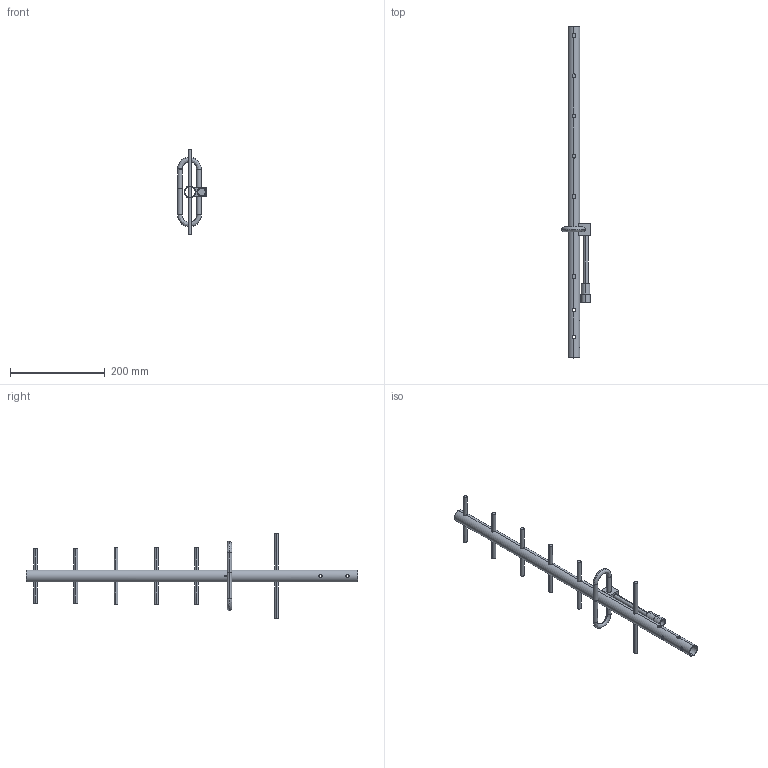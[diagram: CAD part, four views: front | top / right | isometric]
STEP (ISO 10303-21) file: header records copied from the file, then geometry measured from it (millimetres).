
FILE_DESCRIPTION (( 'STEP AP214' ), '1' );
FILE_NAME ('FM51YA1017_3D.step', '2022-12-30T22:07:20', ( '' ), ( '' ), 'SwSTEP 2.0', 'SolidWorks 2022', '' );
FILE_SCHEMA (( 'AUTOMOTIVE_DESIGN' ));
Length unit declared in the file: millimetre
Products named in the file (1): FM51YA1017_3D
Bounding box: 60.92 x 701 x 180 mm (x, y, z)
Volume: 152529.6 mm3; surface area: 147541.9 mm2
Topology: 1 solids, 2 shells, 134 faces, 412 edges, 269 vertices
Faces by surface type: cylinder 94, plane 29, bspline 11
Entity records: 7905 total; most frequent: CARTESIAN_POINT 4485, ORIENTED_EDGE 824, DIRECTION 557, EDGE_CURVE 412, VERTEX_POINT 269, AXIS2_PLACEMENT_3D 208, B_SPLINE_CURVE_WITH_KNOTS 177, EDGE_LOOP 155
